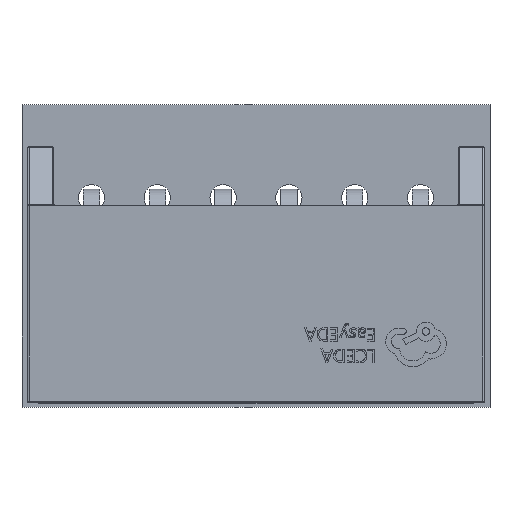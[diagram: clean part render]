
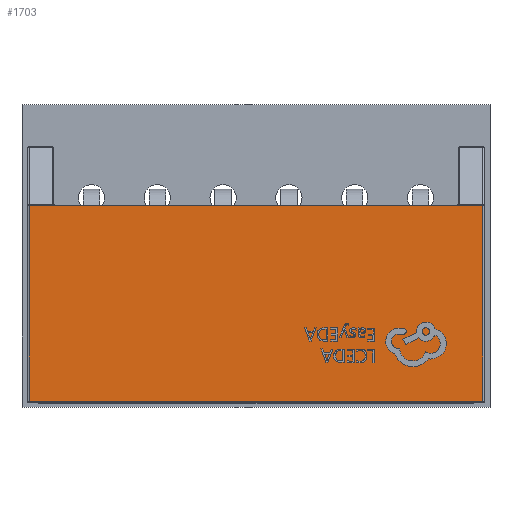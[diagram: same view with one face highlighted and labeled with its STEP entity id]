
A CAD part, top view. The second image highlights one B-rep face of the part: STEP entity #1703.
In plain terms, the highlighted planar face has unit normal (0, 0, 1).
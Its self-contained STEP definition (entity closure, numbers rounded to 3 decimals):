
#912 = VERTEX_POINT('',#913);
#913 = CARTESIAN_POINT('',(-6.9,-0.243,4.4));
#919 = EDGE_CURVE('',#920,#912,#922,.T.);
#920 = VERTEX_POINT('',#921);
#921 = CARTESIAN_POINT('',(6.9,-0.243,4.4));
#922 = LINE('',#923,#924);
#923 = CARTESIAN_POINT('',(-6.95,-0.243,4.4));
#924 = VECTOR('',#925,1.);
#925 = DIRECTION('',(-1.,0.,0.));
#1703 = ADVANCED_FACE('',(#1704),#1729,.T.);
#1704 = FACE_BOUND('',#1705,.T.);
#1705 = EDGE_LOOP('',(#1706,#1707,#1715,#1723));
#1706 = ORIENTED_EDGE('',*,*,#919,.T.);
#1707 = ORIENTED_EDGE('',*,*,#1708,.T.);
#1708 = EDGE_CURVE('',#912,#1709,#1711,.T.);
#1709 = VERTEX_POINT('',#1710);
#1710 = CARTESIAN_POINT('',(-6.9,-6.193,4.4));
#1711 = LINE('',#1712,#1713);
#1712 = CARTESIAN_POINT('',(-6.9,-6.243,4.4));
#1713 = VECTOR('',#1714,1.);
#1714 = DIRECTION('',(0.,-1.,0.));
#1715 = ORIENTED_EDGE('',*,*,#1716,.T.);
#1716 = EDGE_CURVE('',#1709,#1717,#1719,.T.);
#1717 = VERTEX_POINT('',#1718);
#1718 = CARTESIAN_POINT('',(6.9,-6.193,4.4));
#1719 = LINE('',#1720,#1721);
#1720 = CARTESIAN_POINT('',(6.95,-6.193,4.4));
#1721 = VECTOR('',#1722,1.);
#1722 = DIRECTION('',(1.,0.,0.));
#1723 = ORIENTED_EDGE('',*,*,#1724,.T.);
#1724 = EDGE_CURVE('',#1717,#920,#1725,.T.);
#1725 = LINE('',#1726,#1727);
#1726 = CARTESIAN_POINT('',(6.9,-0.243,4.4));
#1727 = VECTOR('',#1728,1.);
#1728 = DIRECTION('',(0.,1.,0.));
#1729 = PLANE('',#1730);
#1730 = AXIS2_PLACEMENT_3D('',#1731,#1732,#1733);
#1731 = CARTESIAN_POINT('',(0.,-3.243,4.4));
#1732 = DIRECTION('',(0.,0.,1.));
#1733 = DIRECTION('',(0.,-1.,0.));
